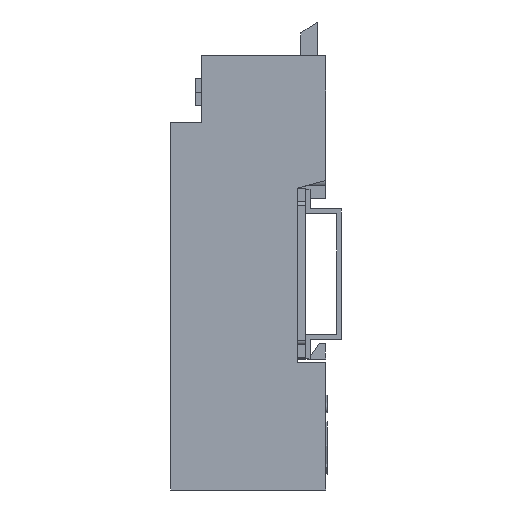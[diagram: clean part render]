
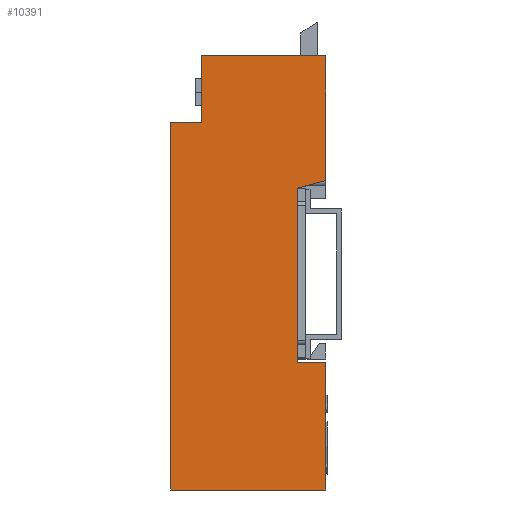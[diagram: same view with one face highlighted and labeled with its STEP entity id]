
A CAD part, left-side view. The second image highlights one B-rep face of the part: STEP entity #10391.
In plain terms, the highlighted planar face has unit normal (-1, 0, 0).
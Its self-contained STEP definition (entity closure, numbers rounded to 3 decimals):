
#2215=DIRECTION('',(0.,0.,-1.));
#2216=VECTOR('',#2215,13.8);
#2217=CARTESIAN_POINT('',(-79.935,25.7,45.));
#2218=LINE('',#2217,#2216);
#2219=DIRECTION('',(0.,1.,0.));
#2220=VECTOR('',#2219,25.7);
#2221=CARTESIAN_POINT('',(-79.935,0.,45.));
#2222=LINE('',#2221,#2220);
#2223=DIRECTION('',(0.,0.,1.));
#2224=VECTOR('',#2223,25.832);
#2225=CARTESIAN_POINT('',(-79.935,0.,19.168));
#2226=LINE('',#2225,#2224);
#2227=DIRECTION('',(0.,-0.966,0.259));
#2228=VECTOR('',#2227,6.212);
#2229=CARTESIAN_POINT('',(-79.935,6.,17.56));
#2230=LINE('',#2229,#2228);
#2231=DIRECTION('',(0.,0.,1.));
#2232=VECTOR('',#2231,36.06);
#2233=CARTESIAN_POINT('',(-79.935,6.,-18.5));
#2234=LINE('',#2233,#2232);
#2235=DIRECTION('',(0.,1.,0.));
#2236=VECTOR('',#2235,6.);
#2237=CARTESIAN_POINT('',(-79.935,0.,-18.5));
#2238=LINE('',#2237,#2236);
#2239=DIRECTION('',(0.,0.,1.));
#2240=VECTOR('',#2239,26.5);
#2241=CARTESIAN_POINT('',(-79.935,0.,-45.));
#2242=LINE('',#2241,#2240);
#2243=DIRECTION('',(0.,-1.,0.));
#2244=VECTOR('',#2243,32.2);
#2245=CARTESIAN_POINT('',(-79.935,32.2,-45.));
#2246=LINE('',#2245,#2244);
#2247=DIRECTION('',(0.,0.,-1.));
#2248=VECTOR('',#2247,76.2);
#2249=CARTESIAN_POINT('',(-79.935,32.2,31.2));
#2250=LINE('',#2249,#2248);
#2251=DIRECTION('',(0.,1.,0.));
#2252=VECTOR('',#2251,6.5);
#2253=CARTESIAN_POINT('',(-79.935,25.7,31.2));
#2254=LINE('',#2253,#2252);
#7961=CARTESIAN_POINT('',(-79.935,25.7,45.));
#7962=CARTESIAN_POINT('',(-79.935,25.7,31.2));
#7963=VERTEX_POINT('',#7961);
#7964=VERTEX_POINT('',#7962);
#7965=CARTESIAN_POINT('',(-79.935,32.2,31.2));
#7966=VERTEX_POINT('',#7965);
#7967=CARTESIAN_POINT('',(-79.935,32.2,-45.));
#7968=VERTEX_POINT('',#7967);
#7969=CARTESIAN_POINT('',(-79.935,0.,-45.));
#7970=VERTEX_POINT('',#7969);
#7971=CARTESIAN_POINT('',(-79.935,0.,-18.5));
#7972=VERTEX_POINT('',#7971);
#7973=CARTESIAN_POINT('',(-79.935,6.,-18.5));
#7974=VERTEX_POINT('',#7973);
#7975=CARTESIAN_POINT('',(-79.935,6.,17.56));
#7976=VERTEX_POINT('',#7975);
#7977=CARTESIAN_POINT('',(-79.935,0.,19.168));
#7978=VERTEX_POINT('',#7977);
#7979=CARTESIAN_POINT('',(-79.935,0.,45.));
#7980=VERTEX_POINT('',#7979);
#10365=CARTESIAN_POINT('',(-79.935,0.,0.));
#10366=DIRECTION('',(-1.,0.,0.));
#10367=DIRECTION('',(0.,-1.,0.));
#10368=AXIS2_PLACEMENT_3D('',#10365,#10366,#10367);
#10369=PLANE('',#10368);
#10371=ORIENTED_EDGE('',*,*,#10370,.F.);
#10373=ORIENTED_EDGE('',*,*,#10372,.F.);
#10375=ORIENTED_EDGE('',*,*,#10374,.F.);
#10377=ORIENTED_EDGE('',*,*,#10376,.F.);
#10379=ORIENTED_EDGE('',*,*,#10378,.F.);
#10381=ORIENTED_EDGE('',*,*,#10380,.F.);
#10382=ORIENTED_EDGE('',*,*,#9875,.F.);
#10384=ORIENTED_EDGE('',*,*,#10383,.F.);
#10386=ORIENTED_EDGE('',*,*,#10385,.F.);
#10388=ORIENTED_EDGE('',*,*,#10387,.F.);
#10389=EDGE_LOOP('',(#10371,#10373,#10375,#10377,#10379,#10381,#10382,#10384,
#10386,#10388));
#10390=FACE_OUTER_BOUND('',#10389,.F.);
#10391=ADVANCED_FACE('',(#10390),#10369,.T.);
#9875=EDGE_CURVE('',#7970,#7972,#2242,.T.);
#10370=EDGE_CURVE('',#7963,#7964,#2218,.T.);
#10372=EDGE_CURVE('',#7980,#7963,#2222,.T.);
#10374=EDGE_CURVE('',#7978,#7980,#2226,.T.);
#10376=EDGE_CURVE('',#7976,#7978,#2230,.T.);
#10378=EDGE_CURVE('',#7974,#7976,#2234,.T.);
#10380=EDGE_CURVE('',#7972,#7974,#2238,.T.);
#10383=EDGE_CURVE('',#7968,#7970,#2246,.T.);
#10385=EDGE_CURVE('',#7966,#7968,#2250,.T.);
#10387=EDGE_CURVE('',#7964,#7966,#2254,.T.);
